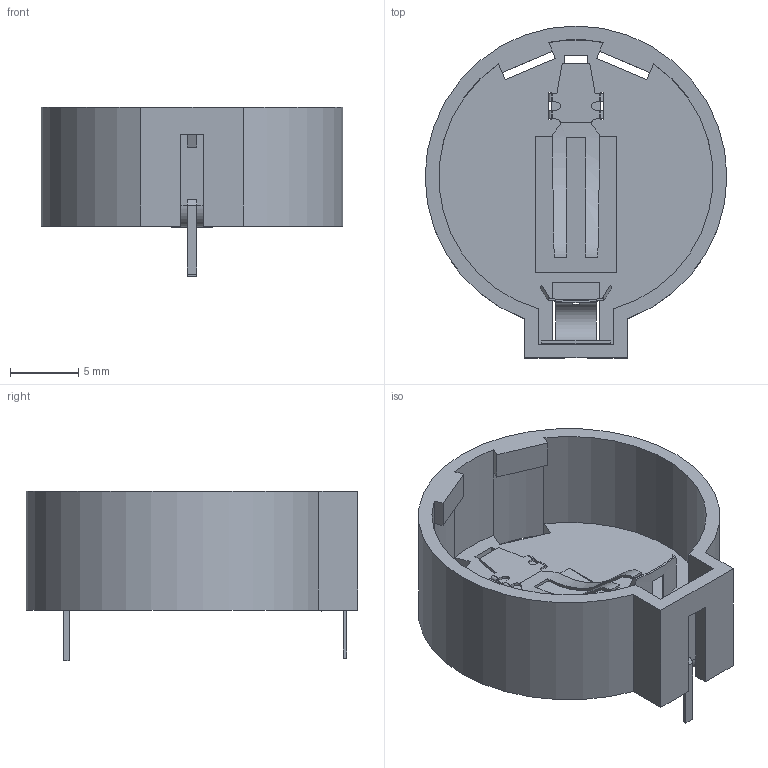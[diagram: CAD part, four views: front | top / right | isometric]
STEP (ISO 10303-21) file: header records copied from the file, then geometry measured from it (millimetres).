
FILE_DESCRIPTION(('FreeCAD Model'),'2;1');
FILE_NAME('Open CASCADE Shape Model','2023-08-25T02:41:28',(''),(''), 'Open CASCADE STEP processor 7.6','FreeCAD','Unknown');
FILE_SCHEMA(('AUTOMOTIVE_DESIGN { 1 0 10303 214 1 1 1 1 }'));
Length unit declared in the file: millimetre
Products named in the file (1): Part_cp
Bounding box: 22.1 x 24.3 x 12.4 mm (x, y, z)
Volume: 937.6 mm3; surface area: 2264.8 mm2
Topology: 3 solids, 3 shells, 196 faces, 1620 edges, 4668 vertices
Faces by surface type: plane 172, cylinder 20, extrusion 4
Entity records: 22721 total; most frequent: CARTESIAN_POINT 8397, DIRECTION 1950, VECTOR 1336, LINE 1332, GEOMETRIC_CURVE_SET 1081, ORIENTED_EDGE 1080, TRIMMED_CURVE 1080, EDGE_CURVE 540
